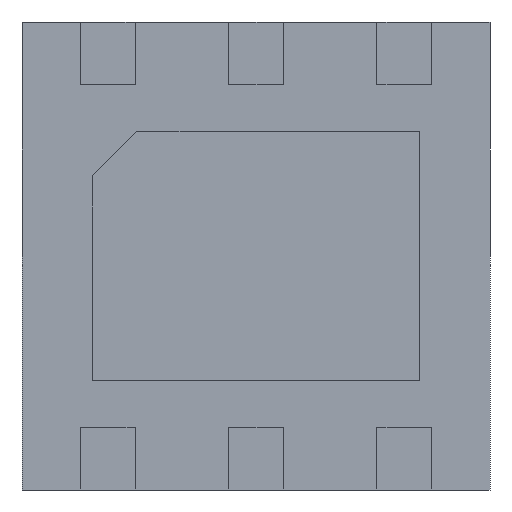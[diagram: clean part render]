
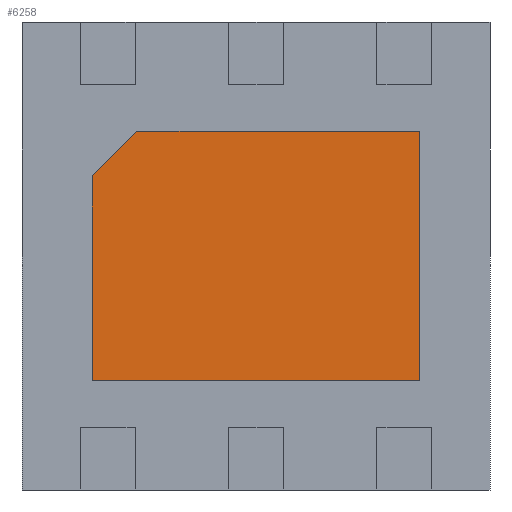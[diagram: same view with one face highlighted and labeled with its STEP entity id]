
A CAD part, front view. The second image highlights one B-rep face of the part: STEP entity #6258.
In plain terms, the highlighted planar face has unit normal (0, -1, 0).
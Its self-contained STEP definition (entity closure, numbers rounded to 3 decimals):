
#3032 = AXIS2_PLACEMENT_3D ( 'NONE', #5341, #5353, #5354 ) ;
#5080 = LINE ( 'NONE', #5289, #5093 ) ;
#5084 = LINE ( 'NONE', #5287, #5091 ) ;
#5090 = LINE ( 'NONE', #5291, #5095 ) ;
#5091 = VECTOR ( 'NONE', #5290, 1000. ) ;
#5092 = LINE ( 'NONE', #5293, #5099 ) ;
#5093 = VECTOR ( 'NONE', #5292, 1000. ) ;
#5095 = VECTOR ( 'NONE', #5294, 1000. ) ;
#5097 = LINE ( 'NONE', #5295, #5098 ) ;
#5098 = VECTOR ( 'NONE', #5296, 1000. ) ;
#5099 = VECTOR ( 'NONE', #5298, 1000. ) ;
#5124 = FACE_OUTER_BOUND ( 'NONE', #5926, .T. ) ;
#5287 = CARTESIAN_POINT ( 'NONE',  ( -1.05, 0., 0.514 ) ) ;
#5289 = CARTESIAN_POINT ( 'NONE',  ( 1.05, 0., -0.8 ) ) ;
#5290 = DIRECTION ( 'NONE',  ( 0.707, 0., 0.707 ) ) ;
#5291 = CARTESIAN_POINT ( 'NONE',  ( -0.764, 0., 0.8 ) ) ;
#5292 = DIRECTION ( 'NONE',  ( -1., 0., 0. ) ) ;
#5293 = CARTESIAN_POINT ( 'NONE',  ( 1.05, 0., -0.8 ) ) ;
#5294 = DIRECTION ( 'NONE',  ( 1., 0., 0. ) ) ;
#5295 = CARTESIAN_POINT ( 'NONE',  ( -1.05, 0., -0.8 ) ) ;
#5296 = DIRECTION ( 'NONE',  ( 0., 0., 1. ) ) ;
#5298 = DIRECTION ( 'NONE',  ( 0., 0., -1. ) ) ;
#5341 = CARTESIAN_POINT ( 'NONE',  ( -1.05, 0., -0.8 ) ) ;
#5344 = PLANE ( 'NONE',  #3032 ) ;
#5353 = DIRECTION ( 'NONE',  ( 0., 1., 0. ) ) ;
#5354 = DIRECTION ( 'NONE',  ( 0., 0., 1. ) ) ;
#5746 = CARTESIAN_POINT ( 'NONE',  ( -1.05, 0., 0.514 ) ) ;
#5747 = CARTESIAN_POINT ( 'NONE',  ( 1.05, 0., 0.8 ) ) ;
#5751 = CARTESIAN_POINT ( 'NONE',  ( 1.05, 0., -0.8 ) ) ;
#5752 = CARTESIAN_POINT ( 'NONE',  ( -0.764, 0., 0.8 ) ) ;
#5767 = CARTESIAN_POINT ( 'NONE',  ( -1.05, 0., -0.8 ) ) ;
#5907 = ORIENTED_EDGE ( 'NONE', *, *, #6232, .F. ) ;
#5908 = ORIENTED_EDGE ( 'NONE', *, *, #6233, .F. ) ;
#5909 = ORIENTED_EDGE ( 'NONE', *, *, #6234, .F. ) ;
#5910 = ORIENTED_EDGE ( 'NONE', *, *, #6235, .F. ) ;
#5911 = ORIENTED_EDGE ( 'NONE', *, *, #6231, .F. ) ;
#5926 = EDGE_LOOP ( 'NONE', ( #5910, #5908, #5911, #5909, #5907 ) ) ;
#6231 = EDGE_CURVE ( 'NONE', #6282, #6286, #5084, .T. ) ;
#6232 = EDGE_CURVE ( 'NONE', #6284, #6302, #5080, .T. ) ;
#6233 = EDGE_CURVE ( 'NONE', #6286, #6285, #5090, .T. ) ;
#6234 = EDGE_CURVE ( 'NONE', #6302, #6282, #5097, .T. ) ;
#6235 = EDGE_CURVE ( 'NONE', #6285, #6284, #5092, .T. ) ;
#6258 = ADVANCED_FACE ( 'NONE', ( #5124 ), #5344, .F. ) ;
#6282 = VERTEX_POINT ( 'NONE', #5746 ) ;
#6284 = VERTEX_POINT ( 'NONE', #5751 ) ;
#6285 = VERTEX_POINT ( 'NONE', #5747 ) ;
#6286 = VERTEX_POINT ( 'NONE', #5752 ) ;
#6302 = VERTEX_POINT ( 'NONE', #5767 ) ;
